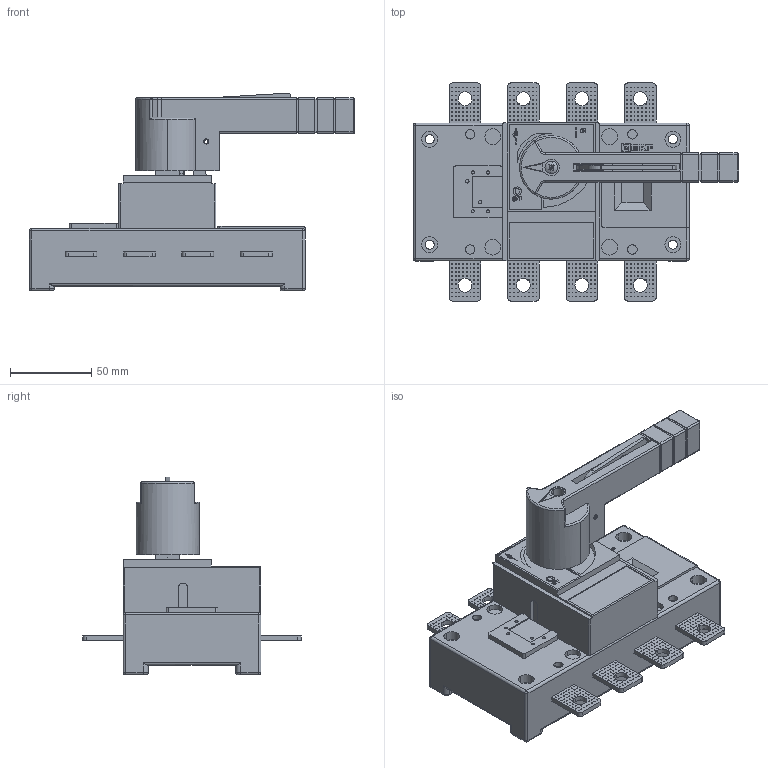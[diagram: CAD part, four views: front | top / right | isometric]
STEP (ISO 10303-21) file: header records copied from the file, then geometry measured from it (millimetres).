
FILE_DESCRIPTION (( 'STEP AP203' ), '1' );
FILE_NAME ('psds-160-4 Ðóáèëüíèê-âûêëþ÷àòåëü 160A 4P c ðóêîÿòêîé óïðàâëåíèÿ äëÿ ïðÿìîé óñòàíîâêè PowerSwitch EKF.STEP', '2026-03-24T11:22:13', ( '' ), ( '' ), 'SwSTEP 2.0', 'SolidWorks 2021', '' );
FILE_SCHEMA (( 'CONFIG_CONTROL_DESIGN' ));
Length unit declared in the file: millimetre
Products named in the file (11): Êîïèÿ Òåëî3^psds-160-4 Ðóáèëüíèê-âûêëþ÷àòåëü 160A 4P c ðóêîÿòêîé óïðàâëåíèÿ äëÿ ïðÿìîé óñòàíîâêè PowerSwitch EKF_00; Êîïèÿ Òåëî10^psds-160-4 Ðóáèëüíèê-âûêëþ÷àòåëü 160A 4P c ðóêîÿòêîé óïðàâëåíèÿ äëÿ ïðÿìîé óñòàíîâêè PowerSwitch EKF_00; psds-160-4 Ðóáèëüíèê-âûêëþ÷àòåëü 160A 4P c ðóêîÿòêîé óïðàâëåíèÿ äëÿ ïðÿìîé óñòàíîâêè PowerSwitch EKF; Êîïèÿ Òåëî5^psds-160-4 Ðóáèëüíèê-âûêëþ÷àòåëü 160A 4P c ðóêîÿòêîé óïðàâëåíèÿ äëÿ ïðÿìîé óñòàíîâêè PowerSwitch EKF_00; Êîïèÿ Òåëî8^psds-160-4 Ðóáèëüíèê-âûêëþ÷àòåëü 160A 4P c ðóêîÿòêîé óïðàâëåíèÿ äëÿ ïðÿìîé óñòàíîâêè PowerSwitch EKF_00; Êîïèÿ Òåëî2^psds-160-4 Ðóáèëüíèê-âûêëþ÷àòåëü 160A 4P c ðóêîÿòêîé óïðàâëåíèÿ äëÿ ïðÿìîé óñòàíîâêè PowerSwitch EKF_00; Êîïèÿ Òåëî9^psds-160-4 Ðóáèëüíèê-âûêëþ÷àòåëü 160A 4P c ðóêîÿòêîé óïðàâëåíèÿ äëÿ ïðÿìîé óñòàíîâêè PowerSwitch EKF_00; Êîïèÿ Òåëî6^psds-160-4 Ðóáèëüíèê-âûêëþ÷àòåëü 160A 4P c ðóêîÿòêîé óïðàâëåíèÿ äëÿ ïðÿìîé óñòàíîâêè PowerSwitch EKF_00; Êîïèÿ Òåëî4^psds-160-4 Ðóáèëüíèê-âûêëþ÷àòåëü 160A 4P c ðóêîÿòêîé óïðàâëåíèÿ äëÿ ïðÿìîé óñòàíîâêè PowerSwitch EKF_00; Êîïèÿ Òåëî7^psds-160-4 Ðóáèëüíèê-âûêëþ÷àòåëü 160A 4P c ðóêîÿòêîé óïðàâëåíèÿ äëÿ ïðÿìîé óñòàíîâêè PowerSwitch EKF_00; Êîïèÿ Òåëî1^psds-160-4 Ðóáèëüíèê-âûêëþ÷àòåëü 160A 4P c ðóêîÿòêîé óïðàâëåíèÿ äëÿ ïðÿìîé óñòàíîâêè PowerSwitch EKF_00
Assembly tree (10 placements, depth 2):
  psds-160-4 Ðóáèëüíèê-âûêëþ÷àòåëü 160A 4P c ðóêîÿòêîé óïðàâëåíèÿ äëÿ ïðÿìîé óñòàíîâêè PowerSwitch EKF
    Êîïèÿ Òåëî1^psds-160-4 Ðóáèëüíèê-âûêëþ÷àòåëü 160A 4P c ðóêîÿòêîé óïðàâëåíèÿ äëÿ ïðÿìîé óñòàíîâêè PowerSwitch EKF_00
    Êîïèÿ Òåëî2^psds-160-4 Ðóáèëüíèê-âûêëþ÷àòåëü 160A 4P c ðóêîÿòêîé óïðàâëåíèÿ äëÿ ïðÿìîé óñòàíîâêè PowerSwitch EKF_00
    Êîïèÿ Òåëî3^psds-160-4 Ðóáèëüíèê-âûêëþ÷àòåëü 160A 4P c ðóêîÿòêîé óïðàâëåíèÿ äëÿ ïðÿìîé óñòàíîâêè PowerSwitch EKF_00
    Êîïèÿ Òåëî4^psds-160-4 Ðóáèëüíèê-âûêëþ÷àòåëü 160A 4P c ðóêîÿòêîé óïðàâëåíèÿ äëÿ ïðÿìîé óñòàíîâêè PowerSwitch EKF_00
    Êîïèÿ Òåëî5^psds-160-4 Ðóáèëüíèê-âûêëþ÷àòåëü 160A 4P c ðóêîÿòêîé óïðàâëåíèÿ äëÿ ïðÿìîé óñòàíîâêè PowerSwitch EKF_00
    Êîïèÿ Òåëî6^psds-160-4 Ðóáèëüíèê-âûêëþ÷àòåëü 160A 4P c ðóêîÿòêîé óïðàâëåíèÿ äëÿ ïðÿìîé óñòàíîâêè PowerSwitch EKF_00
    Êîïèÿ Òåëî7^psds-160-4 Ðóáèëüíèê-âûêëþ÷àòåëü 160A 4P c ðóêîÿòêîé óïðàâëåíèÿ äëÿ ïðÿìîé óñòàíîâêè PowerSwitch EKF_00
    Êîïèÿ Òåëî8^psds-160-4 Ðóáèëüíèê-âûêëþ÷àòåëü 160A 4P c ðóêîÿòêîé óïðàâëåíèÿ äëÿ ïðÿìîé óñòàíîâêè PowerSwitch EKF_00
    Êîïèÿ Òåëî9^psds-160-4 Ðóáèëüíèê-âûêëþ÷àòåëü 160A 4P c ðóêîÿòêîé óïðàâëåíèÿ äëÿ ïðÿìîé óñòàíîâêè PowerSwitch EKF_00
    Êîïèÿ Òåëî10^psds-160-4 Ðóáèëüíèê-âûêëþ÷àòåëü 160A 4P c ðóêîÿòêîé óïðàâëåíèÿ äëÿ ïðÿìîé óñòàíîâêè PowerSwitch EKF_00
Bounding box: 200.5 x 134.4 x 121.97 mm (x, y, z)
Volume: 733217.8 mm3; surface area: 198033.7 mm2
Topology: 10 solids, 16 shells, 6502 faces, 16046 edges, 10619 vertices
Faces by surface type: plane 5872, cylinder 532, torus 31, bspline 31, sphere 24, cone 12
Entity records: 198655 total; most frequent: CARTESIAN_POINT 42425, ORIENTED_EDGE 32036, DIRECTION 29774, EDGE_CURVE 16018, LINE 14724, VECTOR 14724, VERTEX_POINT 10619, EDGE_LOOP 7711
